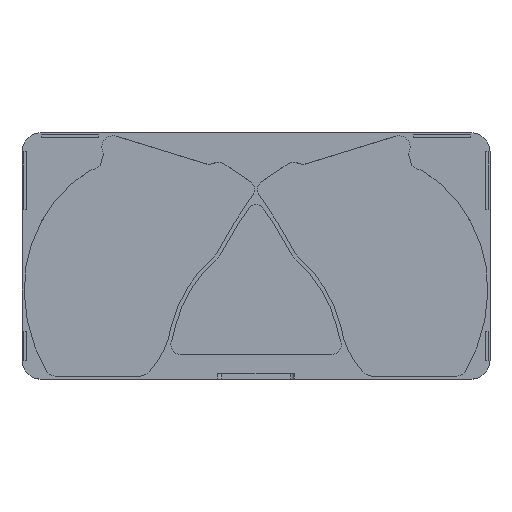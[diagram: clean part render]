
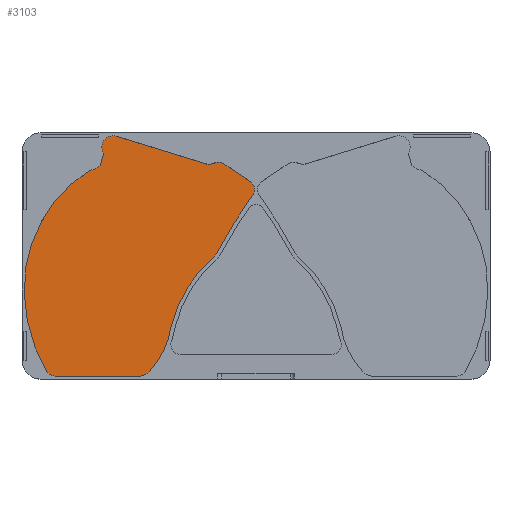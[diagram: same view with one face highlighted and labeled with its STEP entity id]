
A CAD part, top view. The second image highlights one B-rep face of the part: STEP entity #3103.
In plain terms, the highlighted planar face has unit normal (0, 0, 1).
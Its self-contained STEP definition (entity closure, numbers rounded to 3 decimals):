
#1239 = VERTEX_POINT('',#1240);
#1240 = CARTESIAN_POINT('',(48.719,58.513,-20.35));
#1246 = EDGE_CURVE('',#1239,#1247,#1249,.T.);
#1247 = VERTEX_POINT('',#1248);
#1248 = CARTESIAN_POINT('',(44.494,59.121,-20.35));
#1249 = CIRCLE('',#1250,4.901);
#1250 = AXIS2_PLACEMENT_3D('',#1251,#1252,#1253);
#1251 = CARTESIAN_POINT('',(45.978,54.45,-20.35));
#1252 = DIRECTION('',(0.,0.,1.));
#1253 = DIRECTION('',(1.,0.,0.));
#1271 = VERTEX_POINT('',#1272);
#1272 = CARTESIAN_POINT('',(41.845,58.279,-20.35));
#1278 = EDGE_CURVE('',#1271,#1247,#1279,.T.);
#1279 = LINE('',#1280,#1281);
#1280 = CARTESIAN_POINT('',(41.845,58.279,-20.35));
#1281 = VECTOR('',#1282,1.);
#1282 = DIRECTION('',(0.953,0.303,0.));
#1295 = VERTEX_POINT('',#1296);
#1296 = CARTESIAN_POINT('',(40.387,58.271,-20.35));
#1302 = EDGE_CURVE('',#1295,#1271,#1303,.T.);
#1303 = CIRCLE('',#1304,2.45);
#1304 = AXIS2_PLACEMENT_3D('',#1305,#1306,#1307);
#1305 = CARTESIAN_POINT('',(41.102,60.614,-20.35));
#1306 = DIRECTION('',(0.,0.,1.));
#1307 = DIRECTION('',(1.,0.,0.));
#1320 = VERTEX_POINT('',#1321);
#1321 = CARTESIAN_POINT('',(-7.713,72.956,-20.35));
#1327 = EDGE_CURVE('',#1320,#1295,#1328,.T.);
#1328 = LINE('',#1329,#1330);
#1329 = CARTESIAN_POINT('',(-7.713,72.956,-20.35));
#1330 = VECTOR('',#1331,1.);
#1331 = DIRECTION('',(0.956,-0.292,0.));
#1344 = EDGE_CURVE('',#1320,#1345,#1347,.T.);
#1345 = VERTEX_POINT('',#1346);
#1346 = CARTESIAN_POINT('',(-14.134,63.907,-20.35));
#1347 = CIRCLE('',#1348,5.899);
#1348 = AXIS2_PLACEMENT_3D('',#1349,#1350,#1351);
#1349 = CARTESIAN_POINT('',(-9.288,67.272,-20.35));
#1350 = DIRECTION('',(0.,0.,1.));
#1351 = DIRECTION('',(1.,0.,0.));
#1369 = EDGE_CURVE('',#1345,#1370,#1372,.T.);
#1370 = VERTEX_POINT('',#1371);
#1371 = CARTESIAN_POINT('',(-16.016,57.775,-20.35));
#1372 = LINE('',#1373,#1374);
#1373 = CARTESIAN_POINT('',(-14.134,63.907,-20.35));
#1374 = VECTOR('',#1375,1.);
#1375 = DIRECTION('',(-0.293,-0.956,0.));
#1393 = EDGE_CURVE('',#1370,#1394,#1396,.T.);
#1394 = VERTEX_POINT('',#1395);
#1395 = CARTESIAN_POINT('',(-18.908,55.362,-20.35));
#1396 = CIRCLE('',#1397,5.899);
#1397 = AXIS2_PLACEMENT_3D('',#1398,#1399,#1400);
#1398 = CARTESIAN_POINT('',(-13.88,52.277,-20.35));
#1399 = DIRECTION('',(0.,0.,1.));
#1400 = DIRECTION('',(1.,0.,0.));
#1418 = EDGE_CURVE('',#1394,#1419,#1421,.T.);
#1419 = VERTEX_POINT('',#1420);
#1420 = CARTESIAN_POINT('',(-22.295,54.629,-20.35));
#1421 = CIRCLE('',#1422,4.893);
#1422 = AXIS2_PLACEMENT_3D('',#1423,#1424,#1425);
#1423 = CARTESIAN_POINT('',(-19.634,50.523,-20.35));
#1424 = DIRECTION('',(0.,0.,1.));
#1425 = DIRECTION('',(1.,0.,0.));
#1443 = EDGE_CURVE('',#1419,#1444,#1446,.T.);
#1444 = VERTEX_POINT('',#1445);
#1445 = CARTESIAN_POINT('',(-54.83,5.098,-20.35));
#1446 = CIRCLE('',#1447,73.474);
#1447 = AXIS2_PLACEMENT_3D('',#1448,#1449,#1450);
#1448 = CARTESIAN_POINT('',(17.634,-7.049,-20.35));
#1449 = DIRECTION('',(0.,0.,1.));
#1450 = DIRECTION('',(1.,0.,0.));
#1468 = EDGE_CURVE('',#1444,#1469,#1471,.T.);
#1469 = VERTEX_POINT('',#1470);
#1470 = CARTESIAN_POINT('',(-43.854,-50.211,-20.35));
#1471 = CIRCLE('',#1472,83.092);
#1472 = AXIS2_PLACEMENT_3D('',#1473,#1474,#1475);
#1473 = CARTESIAN_POINT('',(27.325,-7.343,-20.35));
#1474 = DIRECTION('',(0.,0.,1.));
#1475 = DIRECTION('',(1.,0.,0.));
#1493 = EDGE_CURVE('',#1469,#1494,#1496,.T.);
#1494 = VERTEX_POINT('',#1495);
#1495 = CARTESIAN_POINT('',(-39.656,-52.584,-20.35));
#1496 = CIRCLE('',#1497,4.901);
#1497 = AXIS2_PLACEMENT_3D('',#1498,#1499,#1500);
#1498 = CARTESIAN_POINT('',(-39.656,-47.683,-20.35));
#1499 = DIRECTION('',(0.,0.,1.));
#1500 = DIRECTION('',(1.,0.,0.));
#1518 = EDGE_CURVE('',#1494,#1519,#1521,.T.);
#1519 = VERTEX_POINT('',#1520);
#1520 = CARTESIAN_POINT('',(4.573,-52.584,-20.35));
#1521 = LINE('',#1522,#1523);
#1522 = CARTESIAN_POINT('',(-39.656,-52.584,-20.35));
#1523 = VECTOR('',#1524,1.);
#1524 = DIRECTION('',(1.,0.,0.));
#1542 = EDGE_CURVE('',#1519,#1543,#1545,.T.);
#1543 = VERTEX_POINT('',#1544);
#1544 = CARTESIAN_POINT('',(9.717,-50.283,-20.35));
#1545 = CIRCLE('',#1546,6.9);
#1546 = AXIS2_PLACEMENT_3D('',#1547,#1548,#1549);
#1547 = CARTESIAN_POINT('',(4.573,-45.684,-20.35));
#1548 = DIRECTION('',(0.,0.,1.));
#1549 = DIRECTION('',(1.,0.,0.));
#1567 = EDGE_CURVE('',#1543,#1568,#1570,.T.);
#1568 = VERTEX_POINT('',#1569);
#1569 = CARTESIAN_POINT('',(21.283,-26.164,-20.35));
#1570 = CIRCLE('',#1571,47.988);
#1571 = AXIS2_PLACEMENT_3D('',#1572,#1573,#1574);
#1572 = CARTESIAN_POINT('',(-26.055,-18.297,-20.35));
#1573 = DIRECTION('',(0.,0.,1.));
#1574 = DIRECTION('',(1.,0.,0.));
#1592 = VERTEX_POINT('',#1593);
#1593 = CARTESIAN_POINT('',(43.125,9.674,-20.35));
#1599 = EDGE_CURVE('',#1592,#1568,#1600,.T.);
#1600 = CIRCLE('',#1601,70.382);
#1601 = AXIS2_PLACEMENT_3D('',#1602,#1603,#1604);
#1602 = CARTESIAN_POINT('',(89.57,-43.208,-20.35));
#1603 = DIRECTION('',(0.,0.,1.));
#1604 = DIRECTION('',(1.,0.,0.));
#1617 = EDGE_CURVE('',#1592,#1618,#1620,.T.);
#1618 = VERTEX_POINT('',#1619);
#1619 = CARTESIAN_POINT('',(44.838,11.649,-20.35));
#1620 = CIRCLE('',#1621,6.899);
#1621 = AXIS2_PLACEMENT_3D('',#1622,#1623,#1624);
#1622 = CARTESIAN_POINT('',(38.864,15.1,-20.35));
#1623 = DIRECTION('',(0.,0.,1.));
#1624 = DIRECTION('',(1.,0.,0.));
#1642 = VERTEX_POINT('',#1643);
#1643 = CARTESIAN_POINT('',(53.985,27.485,-20.35));
#1649 = EDGE_CURVE('',#1642,#1618,#1650,.T.);
#1650 = LINE('',#1651,#1652);
#1651 = CARTESIAN_POINT('',(53.985,27.485,-20.35));
#1652 = VECTOR('',#1653,1.);
#1653 = DIRECTION('',(-0.5,-0.866,0.));
#1666 = VERTEX_POINT('',#1667);
#1667 = CARTESIAN_POINT('',(63.957,42.326,-20.35));
#1673 = EDGE_CURVE('',#1666,#1642,#1674,.T.);
#1674 = LINE('',#1675,#1676);
#1675 = CARTESIAN_POINT('',(63.957,42.326,-20.35));
#1676 = VECTOR('',#1677,1.);
#1677 = DIRECTION('',(-0.558,-0.83,0.));
#1690 = EDGE_CURVE('',#1666,#1691,#1693,.T.);
#1691 = VERTEX_POINT('',#1692);
#1692 = CARTESIAN_POINT('',(62.633,49.125,-20.35));
#1693 = CIRCLE('',#1694,4.901);
#1694 = AXIS2_PLACEMENT_3D('',#1695,#1696,#1697);
#1695 = CARTESIAN_POINT('',(59.891,45.063,-20.35));
#1696 = DIRECTION('',(0.,0.,1.));
#1697 = DIRECTION('',(1.,0.,0.));
#1715 = EDGE_CURVE('',#1239,#1691,#1716,.T.);
#1716 = LINE('',#1717,#1718);
#1717 = CARTESIAN_POINT('',(48.719,58.513,-20.35));
#1718 = VECTOR('',#1719,1.);
#1719 = DIRECTION('',(0.829,-0.559,0.));
#3103 = ADVANCED_FACE('',(#3104),#3126,.T.);
#3104 = FACE_BOUND('',#3105,.F.);
#3105 = EDGE_LOOP('',(#3106,#3107,#3108,#3109,#3110,#3111,#3112,#3113,
    #3114,#3115,#3116,#3117,#3118,#3119,#3120,#3121,#3122,#3123,#3124,
    #3125));
#3106 = ORIENTED_EDGE('',*,*,#1715,.T.);
#3107 = ORIENTED_EDGE('',*,*,#1690,.F.);
#3108 = ORIENTED_EDGE('',*,*,#1673,.T.);
#3109 = ORIENTED_EDGE('',*,*,#1649,.T.);
#3110 = ORIENTED_EDGE('',*,*,#1617,.F.);
#3111 = ORIENTED_EDGE('',*,*,#1599,.T.);
#3112 = ORIENTED_EDGE('',*,*,#1567,.F.);
#3113 = ORIENTED_EDGE('',*,*,#1542,.F.);
#3114 = ORIENTED_EDGE('',*,*,#1518,.F.);
#3115 = ORIENTED_EDGE('',*,*,#1493,.F.);
#3116 = ORIENTED_EDGE('',*,*,#1468,.F.);
#3117 = ORIENTED_EDGE('',*,*,#1443,.F.);
#3118 = ORIENTED_EDGE('',*,*,#1418,.F.);
#3119 = ORIENTED_EDGE('',*,*,#1393,.F.);
#3120 = ORIENTED_EDGE('',*,*,#1369,.F.);
#3121 = ORIENTED_EDGE('',*,*,#1344,.F.);
#3122 = ORIENTED_EDGE('',*,*,#1327,.T.);
#3123 = ORIENTED_EDGE('',*,*,#1302,.T.);
#3124 = ORIENTED_EDGE('',*,*,#1278,.T.);
#3125 = ORIENTED_EDGE('',*,*,#1246,.F.);
#3126 = PLANE('',#3127);
#3127 = AXIS2_PLACEMENT_3D('',#3128,#3129,#3130);
#3128 = CARTESIAN_POINT('',(65.502,4.724,-20.35));
#3129 = DIRECTION('',(0.,0.,1.));
#3130 = DIRECTION('',(1.,0.,0.));
